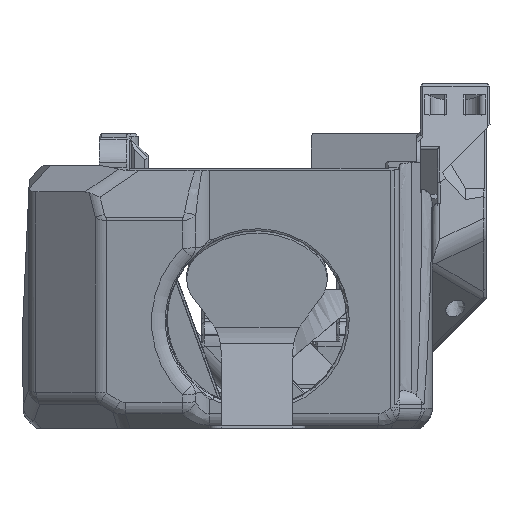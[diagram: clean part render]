
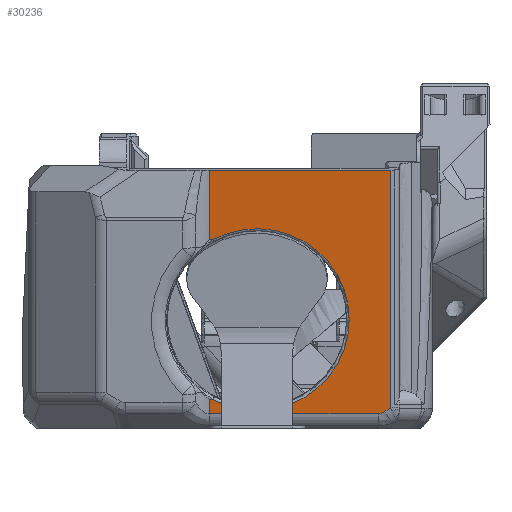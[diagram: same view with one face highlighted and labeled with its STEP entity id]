
A CAD part, left-side view. The second image highlights one B-rep face of the part: STEP entity #30236.
In plain terms, the highlighted planar face has unit normal (-0.985, 0, -0.174).
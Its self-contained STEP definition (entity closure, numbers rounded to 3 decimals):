
#961=CIRCLE('',#31732,14.4);
#1752=ELLIPSE('',#32519,3.203,2.);
#3108=LINE('',#52875,#5686);
#3116=LINE('',#52913,#5694);
#3228=LINE('',#53476,#5806);
#3229=LINE('',#53478,#5807);
#3230=LINE('',#53482,#5808);
#3231=LINE('',#53484,#5809);
#5686=VECTOR('',#37345,1000.);
#5694=VECTOR('',#37371,1000.);
#5806=VECTOR('',#37695,1000.);
#5807=VECTOR('',#37696,1000.);
#5808=VECTOR('',#37699,1000.);
#5809=VECTOR('',#37700,1000.);
#7506=PLANE('',#32518);
#12336=ORIENTED_EDGE('',*,*,#19561,.T.);
#12337=ORIENTED_EDGE('',*,*,#18174,.T.);
#12338=ORIENTED_EDGE('',*,*,#19748,.T.);
#12339=ORIENTED_EDGE('',*,*,#19749,.T.);
#12340=ORIENTED_EDGE('',*,*,#19750,.T.);
#12341=ORIENTED_EDGE('',*,*,#19751,.F.);
#12342=ORIENTED_EDGE('',*,*,#19752,.F.);
#12343=ORIENTED_EDGE('',*,*,#19753,.F.);
#12344=ORIENTED_EDGE('',*,*,#19544,.F.);
#12345=ORIENTED_EDGE('',*,*,#19559,.T.);
#18174=EDGE_CURVE('',#22471,#22472,#961,.T.);
#19544=EDGE_CURVE('',#23411,#23412,#3108,.T.);
#19559=EDGE_CURVE('',#23411,#23421,#3116,.F.);
#19561=EDGE_CURVE('',#23421,#22471,#25288,.F.);
#19748=EDGE_CURVE('',#22472,#23540,#25310,.T.);
#19749=EDGE_CURVE('',#23540,#23541,#3228,.F.);
#19750=EDGE_CURVE('',#23541,#23542,#3229,.T.);
#19751=EDGE_CURVE('',#23543,#23542,#1752,.F.);
#19752=EDGE_CURVE('',#23544,#23543,#3230,.T.);
#19753=EDGE_CURVE('',#23412,#23544,#3231,.F.);
#22471=VERTEX_POINT('',#46145);
#22472=VERTEX_POINT('',#46146);
#23411=VERTEX_POINT('',#52874);
#23412=VERTEX_POINT('',#52876);
#23421=VERTEX_POINT('',#52912);
#23540=VERTEX_POINT('',#53475);
#23541=VERTEX_POINT('',#53477);
#23542=VERTEX_POINT('',#53479);
#23543=VERTEX_POINT('',#53481);
#23544=VERTEX_POINT('',#53483);
#25288=B_SPLINE_CURVE_WITH_KNOTS('',3,(#52940,#52941,#52942,#52943),
 .UNSPECIFIED.,.F.,.F.,(4,4),(0.001,0.001),
 .UNSPECIFIED.);
#25310=B_SPLINE_CURVE_WITH_KNOTS('',3,(#53471,#53472,#53473,#53474),
 .UNSPECIFIED.,.F.,.F.,(4,4),(0.001,0.001),
 .UNSPECIFIED.);
#26496=EDGE_LOOP('',(#12336,#12337,#12338,#12339,#12340,#12341,#12342,#12343,
#12344,#12345));
#28372=FACE_BOUND('',#26496,.T.);
#30236=ADVANCED_FACE('',(#28372),#7506,.F.);
#31732=AXIS2_PLACEMENT_3D('',#46144,#35326,#35327);
#32518=AXIS2_PLACEMENT_3D('',#53470,#37693,#37694);
#32519=AXIS2_PLACEMENT_3D('',#53480,#37697,#37698);
#35326=DIRECTION('',(0.985,0.,0.174));
#35327=DIRECTION('',(0.174,0.,-0.985));
#37345=DIRECTION('',(0.,-1.,0.));
#37371=DIRECTION('',(-0.174,0.,0.985));
#37693=DIRECTION('',(0.985,0.,0.174));
#37694=DIRECTION('',(-0.174,0.,0.985));
#37695=DIRECTION('',(-0.174,0.,0.985));
#37696=DIRECTION('',(0.,-1.,0.));
#37697=DIRECTION('',(-0.985,0.,-0.174));
#37698=DIRECTION('',(-0.165,-0.304,0.938));
#37699=DIRECTION('',(0.097,0.829,-0.551));
#37700=DIRECTION('',(-0.174,0.,0.985));
#46144=CARTESIAN_POINT('',(-30.458,4.853,16.973));
#46145=CARTESIAN_POINT('',(-32.651,11.767,29.413));
#46146=CARTESIAN_POINT('',(-28.264,11.767,4.533));
#52874=CARTESIAN_POINT('',(-34.572,12.27,40.304));
#52875=CARTESIAN_POINT('',(-34.572,24.853,40.304));
#52876=CARTESIAN_POINT('',(-34.572,-16.002,40.304));
#52912=CARTESIAN_POINT('',(-32.66,12.27,29.463));
#52913=CARTESIAN_POINT('',(-31.185,12.27,21.099));
#52940=CARTESIAN_POINT('',(-32.651,11.767,29.413));
#52941=CARTESIAN_POINT('',(-32.654,11.935,29.425));
#52942=CARTESIAN_POINT('',(-32.657,12.103,29.442));
#52943=CARTESIAN_POINT('',(-32.66,12.27,29.463));
#53470=CARTESIAN_POINT('',(-31.185,24.853,21.099));
#53471=CARTESIAN_POINT('',(-28.264,11.767,4.533));
#53472=CARTESIAN_POINT('',(-28.262,11.935,4.52));
#53473=CARTESIAN_POINT('',(-28.259,12.103,4.503));
#53474=CARTESIAN_POINT('',(-28.255,12.27,4.482));
#53475=CARTESIAN_POINT('',(-28.255,12.27,4.482));
#53476=CARTESIAN_POINT('',(-31.185,12.27,21.099));
#53477=CARTESIAN_POINT('',(-27.864,12.27,2.262));
#53478=CARTESIAN_POINT('',(-27.864,-14.655,2.262));
#53479=CARTESIAN_POINT('',(-27.864,-14.07,2.262));
#53480=CARTESIAN_POINT('',(-28.404,-14.652,5.326));
#53481=CARTESIAN_POINT('',(-27.923,-15.07,2.597));
#53482=CARTESIAN_POINT('',(-27.821,-14.199,2.018));
#53483=CARTESIAN_POINT('',(-28.032,-16.002,3.216));
#53484=CARTESIAN_POINT('',(-7.663,-16.002,-112.301));
